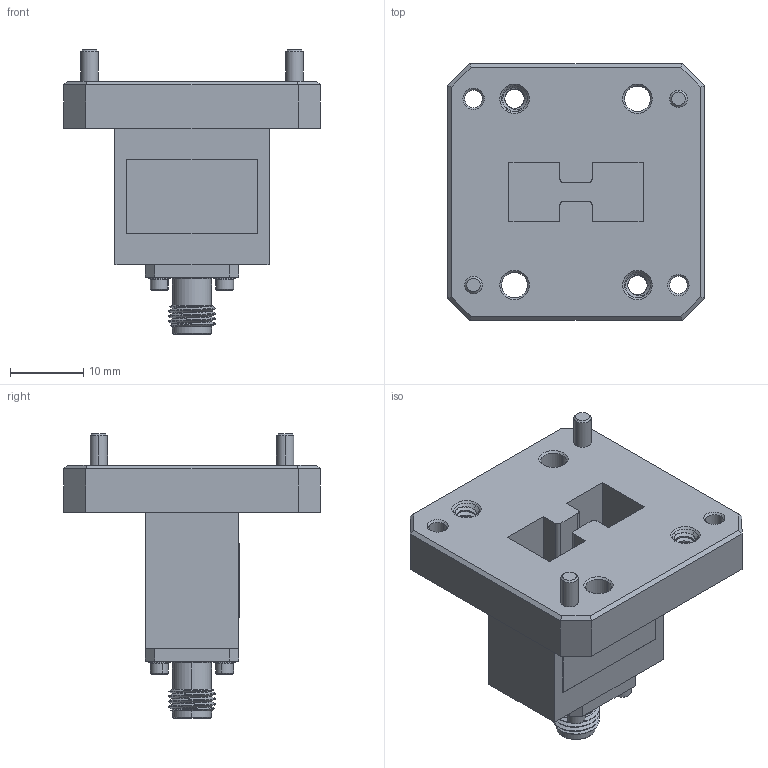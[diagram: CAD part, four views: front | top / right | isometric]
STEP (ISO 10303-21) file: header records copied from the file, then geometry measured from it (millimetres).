
FILE_DESCRIPTION (( 'STEP AP203' ), '1' );
FILE_NAME ('PEWCA1117.step', '2020-10-30T19:58:25', ( '' ), ( '' ), 'SwSTEP 2.0', 'SolidWorks 2018', '' );
FILE_SCHEMA (( 'CONFIG_CONTROL_DESIGN' ));
Length unit declared in the file: inch
Products named in the file (1): PEWCA1117
Bounding box: 35 x 35 x 38.8 mm (x, y, z)
Volume: 9908 mm3; surface area: 6894.8 mm2
Topology: 1 solids, 5 shells, 368 faces, 882 edges, 553 vertices
Faces by surface type: cylinder 146, plane 113, cone 76, bspline 31, torus 2
Entity records: 19215 total; most frequent: CARTESIAN_POINT 11153, ORIENTED_EDGE 1764, DIRECTION 1547, EDGE_CURVE 882, AXIS2_PLACEMENT_3D 592, VERTEX_POINT 553, EDGE_LOOP 417, FACE_OUTER_BOUND 368
